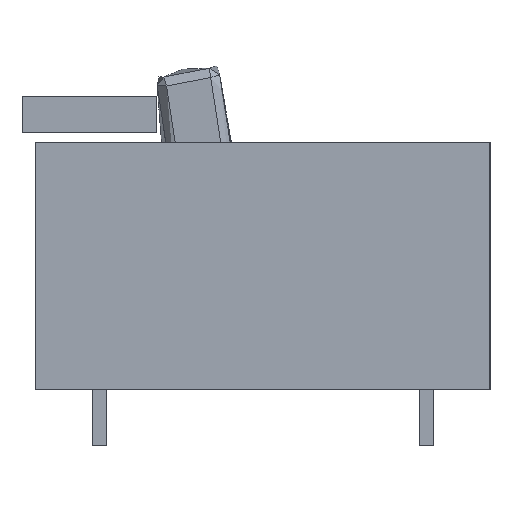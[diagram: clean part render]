
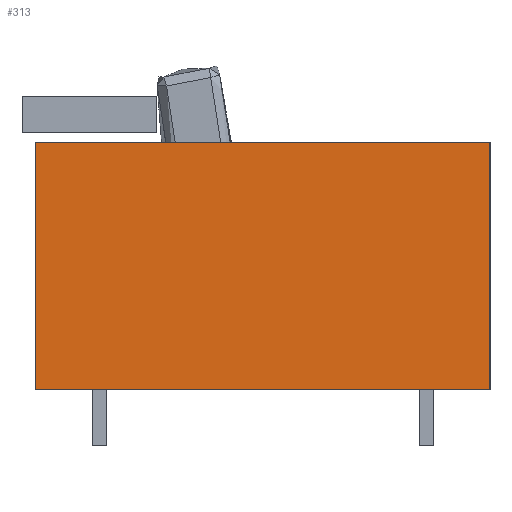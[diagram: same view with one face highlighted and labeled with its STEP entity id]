
A CAD part, left-side view. The second image highlights one B-rep face of the part: STEP entity #313.
In plain terms, the highlighted planar face has unit normal (-1, 0, 0).
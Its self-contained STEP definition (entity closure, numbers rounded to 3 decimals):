
#313=ADVANCED_FACE('',(#429),#1555,.T.);
#429=FACE_OUTER_BOUND('',#545,.T.);
#545=EDGE_LOOP('',(#891,#892,#893,#894));
#891=ORIENTED_EDGE('',*,*,#1198,.T.);
#892=ORIENTED_EDGE('',*,*,#1199,.T.);
#893=ORIENTED_EDGE('',*,*,#1200,.F.);
#894=ORIENTED_EDGE('',*,*,#1196,.F.);
#1196=EDGE_CURVE('',#1479,#1480,#1330,.T.);
#1198=EDGE_CURVE('',#1479,#1481,#1332,.T.);
#1199=EDGE_CURVE('',#1481,#1482,#1333,.T.);
#1200=EDGE_CURVE('',#1480,#1482,#1334,.T.);
#1330=B_SPLINE_CURVE_WITH_KNOTS('',1,(#4577,#4578),.UNSPECIFIED.,.F.,.F.,
(2,2),(0.,964.073),.UNSPECIFIED.);
#1332=B_SPLINE_CURVE_WITH_KNOTS('',1,(#4581,#4582),.UNSPECIFIED.,.F.,.F.,
(2,2),(-755.,-230.),.UNSPECIFIED.);
#1333=B_SPLINE_CURVE_WITH_KNOTS('',1,(#4583,#4584),.UNSPECIFIED.,.F.,.F.,
(2,2),(0.,964.073),.UNSPECIFIED.);
#1334=B_SPLINE_CURVE_WITH_KNOTS('',1,(#4585,#4586),.UNSPECIFIED.,.F.,.F.,
(2,2),(-755.,-230.),.UNSPECIFIED.);
#1479=VERTEX_POINT('',#4539);
#1480=VERTEX_POINT('',#4540);
#1481=VERTEX_POINT('',#4541);
#1482=VERTEX_POINT('',#4542);
#1555=PLANE('',#1635);
#1635=AXIS2_PLACEMENT_3D('',#4523,#1703,$);
#1703=DIRECTION('',(-1.,0.,0.));
#4523=CARTESIAN_POINT('',(275882.407,-931.809,120.));
#4539=CARTESIAN_POINT('',(275882.407,-931.809,120.));
#4540=CARTESIAN_POINT('',(275882.407,32.264,120.));
#4541=CARTESIAN_POINT('',(275882.407,-931.809,645.));
#4542=CARTESIAN_POINT('',(275882.407,32.264,645.));
#4577=CARTESIAN_POINT('',(275882.407,-931.809,120.));
#4578=CARTESIAN_POINT('',(275882.407,32.264,120.));
#4581=CARTESIAN_POINT('',(275882.407,-931.809,120.));
#4582=CARTESIAN_POINT('',(275882.407,-931.809,645.));
#4583=CARTESIAN_POINT('',(275882.407,-931.809,645.));
#4584=CARTESIAN_POINT('',(275882.407,32.264,645.));
#4585=CARTESIAN_POINT('',(275882.407,32.264,120.));
#4586=CARTESIAN_POINT('',(275882.407,32.264,645.));
